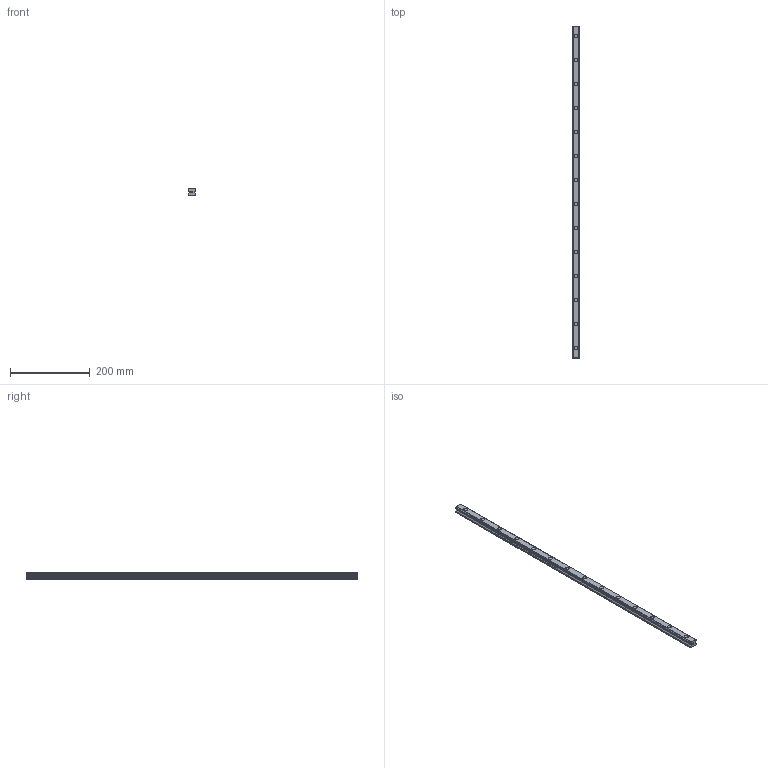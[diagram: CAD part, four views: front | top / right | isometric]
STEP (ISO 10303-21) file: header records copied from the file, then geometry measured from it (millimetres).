
FILE_DESCRIPTION(('STEP AP214'),'1');
FILE_NAME('cctmp_0F4B851F-E065-4A74-B917-D7EA441F0EB1_2020_5_18_14_54_56_738..stp','2020-05-18T12:54:56',('HIWIN GmbH'),('CADClick - www.CADClick.com'),'Spatial InterOp 3D',' ','unknown authorization');
FILE_SCHEMA(('AUTOMOTIVE_DESIGN'));
Length unit declared in the file: millimetre
Products named in the file (1): HGR20R830H_FILE
Bounding box: 20 x 830 x 17.5 mm (x, y, z)
Volume: 237156.1 mm3; surface area: 70894.4 mm2
Topology: 1 solids, 1 shells, 233 faces, 555 edges, 370 vertices
Faces by surface type: plane 127, cylinder 106
Entity records: 8689 total; most frequent: DIRECTION 1235, CARTESIAN_POINT 1159, ORIENTED_EDGE 1110, EDGE_CURVE 555, AXIS2_PLACEMENT_3D 446, VERTEX_POINT 370, LINE 343, VECTOR 343
